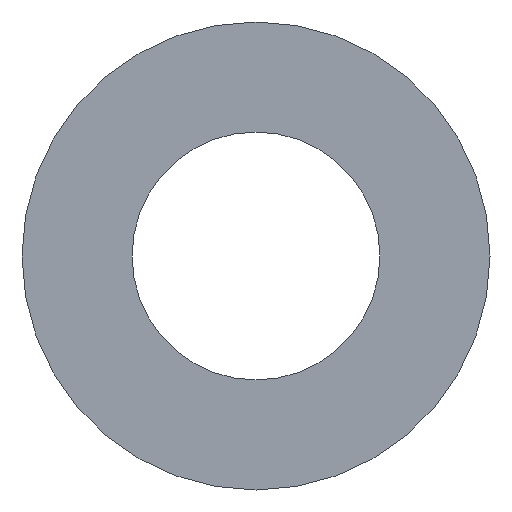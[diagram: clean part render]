
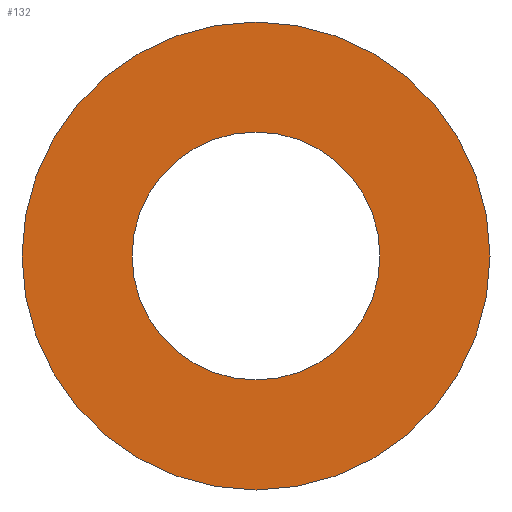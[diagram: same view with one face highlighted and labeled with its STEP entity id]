
A CAD part, front view. The second image highlights one B-rep face of the part: STEP entity #132.
In plain terms, the highlighted planar face has unit normal (0, -1, 0).
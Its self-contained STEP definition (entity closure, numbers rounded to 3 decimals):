
#9 = VERTEX_POINT ( 'NONE', #142 ) ;
#11 = VERTEX_POINT ( 'NONE', #90 ) ;
#13 = VERTEX_POINT ( 'NONE', #89 ) ;
#25 = EDGE_CURVE ( 'NONE', #13, #94, #125, .T. ) ;
#32 = ORIENTED_EDGE ( 'NONE', *, *, #47, .F. ) ;
#33 = ORIENTED_EDGE ( 'NONE', *, *, #25, .T. ) ;
#47 = EDGE_CURVE ( 'NONE', #11, #9, #80, .T. ) ;
#48 = ORIENTED_EDGE ( 'NONE', *, *, #52, .F. ) ;
#50 = EDGE_LOOP ( 'NONE', ( #32, #48 ) ) ;
#52 = EDGE_CURVE ( 'NONE', #9, #11, #103, .T. ) ;
#76 = EDGE_CURVE ( 'NONE', #94, #13, #261, .T. ) ;
#79 = AXIS2_PLACEMENT_3D ( 'NONE', #106, #105, #104 ) ;
#80 = CIRCLE ( 'NONE', #79, 17.75 ) ;
#89 = CARTESIAN_POINT ( 'NONE',  ( 0., 0., 33.5 ) ) ;
#90 = CARTESIAN_POINT ( 'NONE',  ( 0., 0., -17.75 ) ) ;
#93 = ORIENTED_EDGE ( 'NONE', *, *, #76, .T. ) ;
#94 = VERTEX_POINT ( 'NONE', #206 ) ;
#97 = EDGE_LOOP ( 'NONE', ( #93, #33 ) ) ;
#99 = DIRECTION ( 'NONE',  ( 0., 0., -1. ) ) ;
#100 = DIRECTION ( 'NONE',  ( 0., -1., 0. ) ) ;
#101 = CARTESIAN_POINT ( 'NONE',  ( 0., 0., 0. ) ) ;
#102 = AXIS2_PLACEMENT_3D ( 'NONE', #101, #100, #99 ) ;
#103 = CIRCLE ( 'NONE', #102, 17.75 ) ;
#104 = DIRECTION ( 'NONE',  ( 0., 0., -1. ) ) ;
#105 = DIRECTION ( 'NONE',  ( 0., -1., 0. ) ) ;
#106 = CARTESIAN_POINT ( 'NONE',  ( 0., 0., 0. ) ) ;
#111 = AXIS2_PLACEMENT_3D ( 'NONE', #124, #123, #122 ) ;
#122 = DIRECTION ( 'NONE',  ( 0., 0., -1. ) ) ;
#123 = DIRECTION ( 'NONE',  ( 0., -1., 0. ) ) ;
#124 = CARTESIAN_POINT ( 'NONE',  ( 0., 0., 0. ) ) ;
#125 = CIRCLE ( 'NONE', #111, 33.5 ) ;
#132 = ADVANCED_FACE ( 'NONE', ( #201, #262 ), #258, .T. ) ;
#142 = CARTESIAN_POINT ( 'NONE',  ( 0., 0., 17.75 ) ) ;
#195 = DIRECTION ( 'NONE',  ( 0., 0., -1. ) ) ;
#196 = DIRECTION ( 'NONE',  ( 0., -1., 0. ) ) ;
#201 = FACE_OUTER_BOUND ( 'NONE', #97, .T. ) ;
#205 = AXIS2_PLACEMENT_3D ( 'NONE', #237, #260, #259 ) ;
#206 = CARTESIAN_POINT ( 'NONE',  ( 0., 0., -33.5 ) ) ;
#207 = AXIS2_PLACEMENT_3D ( 'NONE', #257, #196, #195 ) ;
#237 = CARTESIAN_POINT ( 'NONE',  ( 0., 0., 0. ) ) ;
#257 = CARTESIAN_POINT ( 'NONE',  ( 33.5, 0., 0. ) ) ;
#258 = PLANE ( 'NONE',  #207 ) ;
#259 = DIRECTION ( 'NONE',  ( 0., 0., -1. ) ) ;
#260 = DIRECTION ( 'NONE',  ( 0., -1., 0. ) ) ;
#261 = CIRCLE ( 'NONE', #205, 33.5 ) ;
#262 = FACE_BOUND ( 'NONE', #50, .T. ) ;
